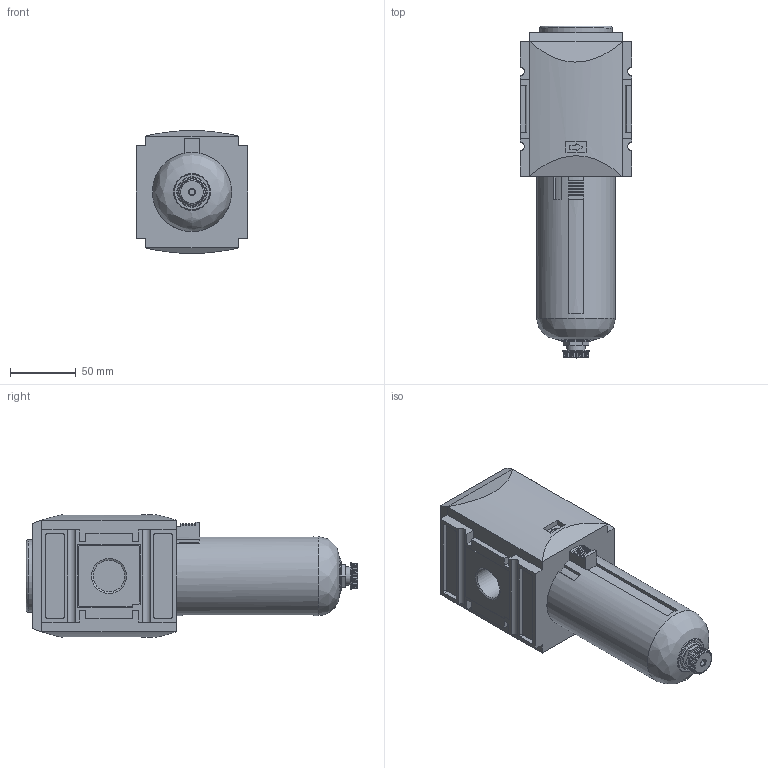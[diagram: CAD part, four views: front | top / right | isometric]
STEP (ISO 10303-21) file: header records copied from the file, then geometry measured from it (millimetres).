
FILE_DESCRIPTION( ( 'STEP AP214' ), ' ' );
FILE_NAME( '91324.FF00.stp', '2017-01-23T08:04:57', ( '' ), ( '' ), ' ', 'PARTsolutions', ' ' );
FILE_SCHEMA( ( 'AUTOMOTIVE_DESIGN { 1 0 10303 214 1 1 1 1 }' ) );
Length unit declared in the file: millimetre
Products named in the file (3): 91324.FF00; _FU 6170G 3/4000-1; _FU 6170_0
Assembly tree (2 placements, depth 2):
  91324.FF00
    _FU 6170G 3/4000-1
    _FU 6170_0
Bounding box: 85 x 252 x 93.27 mm (x, y, z)
Volume: 1098282.7 mm3; surface area: 95000.7 mm2
Topology: 2 solids, 2 shells, 386 faces, 1021 edges, 669 vertices
Faces by surface type: plane 224, cylinder 121, cone 23, torus 17, bspline 1
Full cylindrical faces by diameter (mm): 4 x2, 8.566 x1, 9.3 x2, 14 x1, 20 x1, 22 x1, 23 x1, 24.117 x2, 27 x1, 55 x1, 60 x1
Entity records: 15383 total; most frequent: CARTESIAN_POINT 2896, ORIENTED_EDGE 1964, DIRECTION 1852, EDGE_CURVE 982, VERTEX_POINT 658, LINE 644, VECTOR 644, AXIS2_PLACEMENT_3D 604
